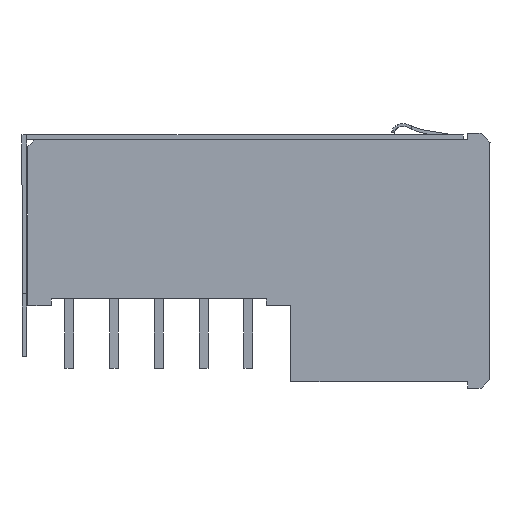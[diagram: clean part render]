
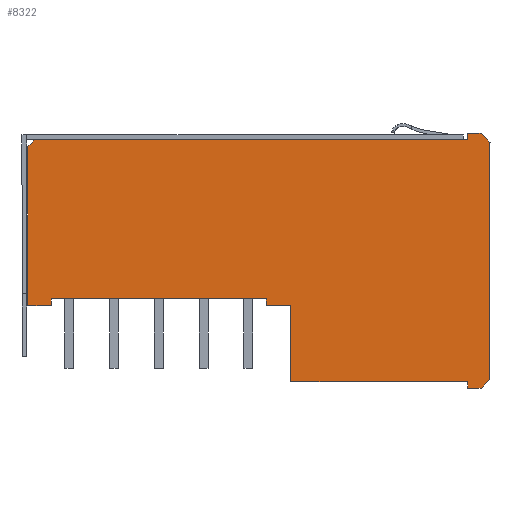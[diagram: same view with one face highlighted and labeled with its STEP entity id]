
A CAD part, front view. The second image highlights one B-rep face of the part: STEP entity #8322.
In plain terms, the highlighted planar face has unit normal (0, -1, 0).
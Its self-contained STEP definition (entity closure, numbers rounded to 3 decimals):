
#3411=CARTESIAN_POINT('',(15.799,-25.,7.302));
#3412=VERTEX_POINT('',#3411);
#3419=CARTESIAN_POINT('',(15.799,-25.,-3.298));
#3420=VERTEX_POINT('',#3419);
#3421=CARTESIAN_POINT('',(15.799,-25.,-3.298));
#3422=DIRECTION('',(0.0,0.0,1.0));
#3423=VECTOR('',#3422,10.6);
#3424=LINE('',#3421,#3423);
#3425=EDGE_CURVE('',#3420,#3412,#3424,.T.);
#4121=CARTESIAN_POINT('',(15.799,-25.,7.302));
#4122=VERTEX_POINT('',#4121);
#4123=CARTESIAN_POINT('',(15.799,-25.,7.302));
#4124=DIRECTION('',(1.0,0.0,0.0));
#4125=VECTOR('',#4124,0.);
#4126=LINE('',#4123,#4125);
#4127=EDGE_CURVE('',#3412,#4122,#4126,.T.);
#8187=CARTESIAN_POINT('',(6.192,-25.,2.639));
#8188=DIRECTION('',(0.0,1.0,0.0));
#8189=DIRECTION('',(0.0,0.0,1.0));
#8190=AXIS2_PLACEMENT_3D('',#8187,#8188,#8189);
#8191=PLANE('',#8190);
#8192=ORIENTED_EDGE('',*,*,#3425,.T.);
#8193=ORIENTED_EDGE('',*,*,#4127,.T.);
#8194=CARTESIAN_POINT('',(15.399,-25.,7.703));
#8195=VERTEX_POINT('',#8194);
#8196=CARTESIAN_POINT('',(15.399,-25.,7.703));
#8197=DIRECTION('',(0.707,0.0,-0.708));
#8198=VECTOR('',#8197,0.566);
#8199=LINE('',#8196,#8198);
#8200=EDGE_CURVE('',#8195,#4122,#8199,.T.);
#8201=ORIENTED_EDGE('',*,*,#8200,.F.);
#8202=CARTESIAN_POINT('',(14.8,-25.,7.703));
#8203=VERTEX_POINT('',#8202);
#8204=CARTESIAN_POINT('',(14.8,-25.,7.703));
#8205=DIRECTION('',(1.0,0.0,0.0));
#8206=VECTOR('',#8205,0.6);
#8207=LINE('',#8204,#8206);
#8208=EDGE_CURVE('',#8203,#8195,#8207,.T.);
#8209=ORIENTED_EDGE('',*,*,#8208,.F.);
#8210=CARTESIAN_POINT('',(14.8,-25.,7.403));
#8211=VERTEX_POINT('',#8210);
#8212=CARTESIAN_POINT('',(14.8,-25.,7.403));
#8213=DIRECTION('',(0.0,0.0,1.0));
#8214=VECTOR('',#8213,0.3);
#8215=LINE('',#8212,#8214);
#8216=EDGE_CURVE('',#8211,#8203,#8215,.T.);
#8217=ORIENTED_EDGE('',*,*,#8216,.F.);
#8218=CARTESIAN_POINT('',(-4.55,-25.,7.403));
#8219=VERTEX_POINT('',#8218);
#8220=CARTESIAN_POINT('',(-4.55,-25.,7.403));
#8221=DIRECTION('',(1.,0.,0.));
#8222=VECTOR('',#8221,19.35);
#8223=LINE('',#8220,#8222);
#8224=EDGE_CURVE('',#8219,#8211,#8223,.T.);
#8225=ORIENTED_EDGE('',*,*,#8224,.F.);
#8226=CARTESIAN_POINT('',(-4.85,-25.,7.103));
#8227=VERTEX_POINT('',#8226);
#8228=CARTESIAN_POINT('',(-4.85,-25.,7.103));
#8229=DIRECTION('',(0.707,0.0,0.707));
#8230=VECTOR('',#8229,0.424);
#8231=LINE('',#8228,#8230);
#8232=EDGE_CURVE('',#8227,#8219,#8231,.T.);
#8233=ORIENTED_EDGE('',*,*,#8232,.F.);
#8234=CARTESIAN_POINT('',(-4.85,-25.,0.));
#8235=VERTEX_POINT('',#8234);
#8236=CARTESIAN_POINT('',(-4.85,-25.,0.));
#8237=DIRECTION('',(0.0,0.0,1.0));
#8238=VECTOR('',#8237,7.103);
#8239=LINE('',#8236,#8238);
#8240=EDGE_CURVE('',#8235,#8227,#8239,.T.);
#8241=ORIENTED_EDGE('',*,*,#8240,.F.);
#8242=CARTESIAN_POINT('',(-3.8,-25.,0.));
#8243=VERTEX_POINT('',#8242);
#8244=CARTESIAN_POINT('',(-3.8,-25.,0.));
#8245=DIRECTION('',(-1.0,0.0,0.0));
#8246=VECTOR('',#8245,1.05);
#8247=LINE('',#8244,#8246);
#8248=EDGE_CURVE('',#8243,#8235,#8247,.T.);
#8249=ORIENTED_EDGE('',*,*,#8248,.F.);
#8250=CARTESIAN_POINT('',(-3.8,-25.,0.299));
#8251=VERTEX_POINT('',#8250);
#8252=CARTESIAN_POINT('',(-3.8,-25.,0.299));
#8253=DIRECTION('',(0.,0.0,-1.));
#8254=VECTOR('',#8253,0.299);
#8255=LINE('',#8252,#8254);
#8256=EDGE_CURVE('',#8251,#8243,#8255,.T.);
#8257=ORIENTED_EDGE('',*,*,#8256,.F.);
#8258=CARTESIAN_POINT('',(5.813,-25.,0.3));
#8259=VERTEX_POINT('',#8258);
#8260=CARTESIAN_POINT('',(5.813,-25.,0.3));
#8261=DIRECTION('',(-1.,0.,0.));
#8262=VECTOR('',#8261,9.613);
#8263=LINE('',#8260,#8262);
#8264=EDGE_CURVE('',#8259,#8251,#8263,.T.);
#8265=ORIENTED_EDGE('',*,*,#8264,.F.);
#8266=CARTESIAN_POINT('',(5.813,-25.,0.));
#8267=VERTEX_POINT('',#8266);
#8268=CARTESIAN_POINT('',(5.813,-25.,0.));
#8269=DIRECTION('',(0.,0.0,1.0));
#8270=VECTOR('',#8269,0.3);
#8271=LINE('',#8268,#8270);
#8272=EDGE_CURVE('',#8267,#8259,#8271,.T.);
#8273=ORIENTED_EDGE('',*,*,#8272,.F.);
#8274=CARTESIAN_POINT('',(6.903,-25.,0.));
#8275=VERTEX_POINT('',#8274);
#8276=CARTESIAN_POINT('',(6.903,-25.,0.));
#8277=DIRECTION('',(-1.0,0.0,0.));
#8278=VECTOR('',#8277,1.09);
#8279=LINE('',#8276,#8278);
#8280=EDGE_CURVE('',#8275,#8267,#8279,.T.);
#8281=ORIENTED_EDGE('',*,*,#8280,.F.);
#8282=CARTESIAN_POINT('',(6.903,-25.,-3.397));
#8283=VERTEX_POINT('',#8282);
#8284=CARTESIAN_POINT('',(6.903,-25.,-3.397));
#8285=DIRECTION('',(0.,0.0,1.0));
#8286=VECTOR('',#8285,3.397);
#8287=LINE('',#8284,#8286);
#8288=EDGE_CURVE('',#8283,#8275,#8287,.T.);
#8289=ORIENTED_EDGE('',*,*,#8288,.F.);
#8290=CARTESIAN_POINT('',(14.799,-25.,-3.397));
#8291=VERTEX_POINT('',#8290);
#8292=CARTESIAN_POINT('',(14.799,-25.,-3.397));
#8293=DIRECTION('',(-1.0,0.0,0.));
#8294=VECTOR('',#8293,7.897);
#8295=LINE('',#8292,#8294);
#8296=EDGE_CURVE('',#8291,#8283,#8295,.T.);
#8297=ORIENTED_EDGE('',*,*,#8296,.F.);
#8298=CARTESIAN_POINT('',(14.799,-25.,-3.697));
#8299=VERTEX_POINT('',#8298);
#8300=CARTESIAN_POINT('',(14.799,-25.,-3.697));
#8301=DIRECTION('',(0.,0.0,1.0));
#8302=VECTOR('',#8301,0.3);
#8303=LINE('',#8300,#8302);
#8304=EDGE_CURVE('',#8299,#8291,#8303,.T.);
#8305=ORIENTED_EDGE('',*,*,#8304,.F.);
#8306=CARTESIAN_POINT('',(15.399,-25.,-3.697));
#8307=VERTEX_POINT('',#8306);
#8308=CARTESIAN_POINT('',(15.399,-25.,-3.697));
#8309=DIRECTION('',(-1.0,0.0,0.0));
#8310=VECTOR('',#8309,0.6);
#8311=LINE('',#8308,#8310);
#8312=EDGE_CURVE('',#8307,#8299,#8311,.T.);
#8313=ORIENTED_EDGE('',*,*,#8312,.F.);
#8314=CARTESIAN_POINT('',(15.799,-25.,-3.298));
#8315=DIRECTION('',(-0.707,0.0,-0.707));
#8316=VECTOR('',#8315,0.565);
#8317=LINE('',#8314,#8316);
#8318=EDGE_CURVE('',#3420,#8307,#8317,.T.);
#8319=ORIENTED_EDGE('',*,*,#8318,.F.);
#8320=EDGE_LOOP('',(#8192,#8193,#8201,#8209,#8217,#8225,#8233,#8241,#8249,#8257,#8265,#8273,#8281,#8289,#8297,#8305,#8313,#8319));
#8321=FACE_OUTER_BOUND('',#8320,.T.);
#8322=ADVANCED_FACE('',(#8321),#8191,.F.);
